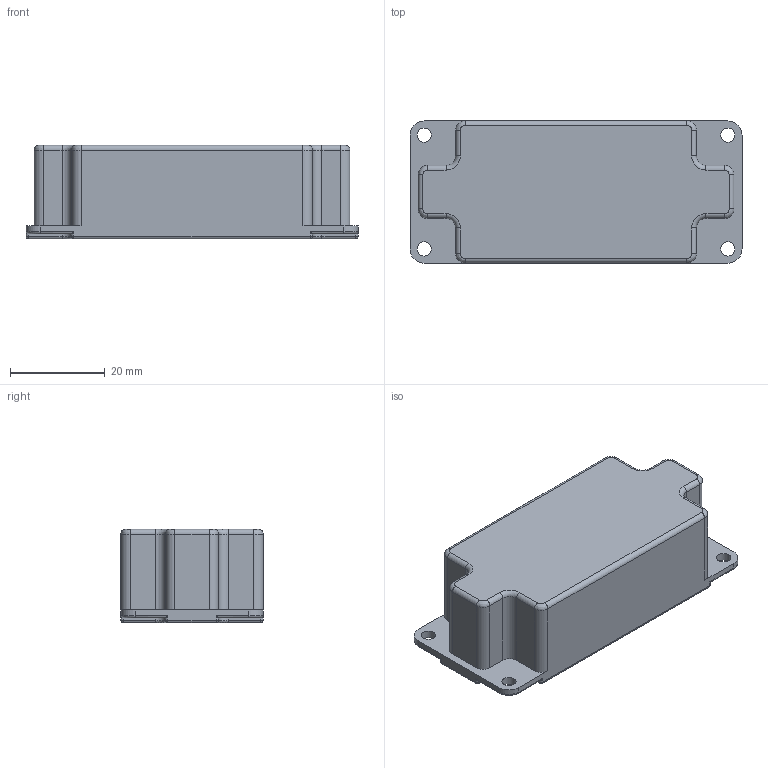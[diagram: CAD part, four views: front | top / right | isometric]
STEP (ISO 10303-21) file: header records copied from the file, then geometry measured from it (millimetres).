
FILE_DESCRIPTION(/* description */ (''),/* implementation_level */ '2;1');
FILE_NAME(/* name */ '3351 Enclosed Speaker 3W 4Ohm.step',/* time_stamp */ '2018-07-07T16:00:50-04:00',/* author */ ('Adafruit'),/* organization */ (''),/* preprocessor_version */ 'ST-DEVELOPER v17',/* originating_system */ 'Autodesk Translation Framework v7.1.0.215',/* authorisation */ '');
FILE_SCHEMA (('AUTOMOTIVE_DESIGN { 1 0 10303 214 3 1 1 }'));
Length unit declared in the file: millimetre
Products named in the file (1): speaker
Bounding box: 70 x 30 x 19.7 mm (x, y, z)
Volume: 32179.3 mm3; surface area: 8066 mm2
Topology: 1 solids, 1 shells, 141 faces, 331 edges, 196 vertices
Faces by surface type: cylinder 72, plane 36, torus 17, sphere 8, bspline 8
Full cylindrical faces by diameter (mm): 3 x4, 11.9 x1, 14.9 x1
Entity records: 4099 total; most frequent: DIRECTION 764, CARTESIAN_POINT 733, ORIENTED_EDGE 662, EDGE_CURVE 331, AXIS2_PLACEMENT_3D 299, VERTEX_POINT 196, LINE 166, VECTOR 166
